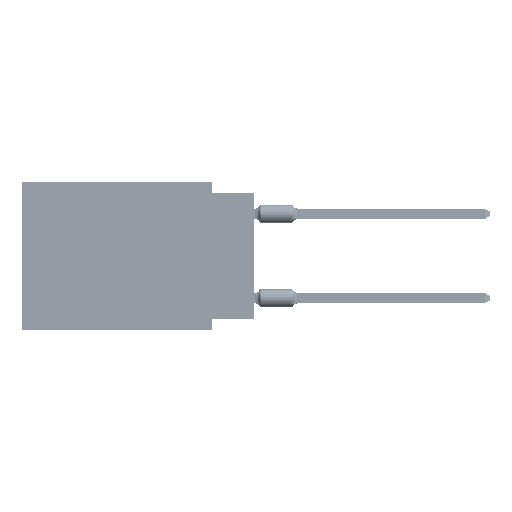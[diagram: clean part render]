
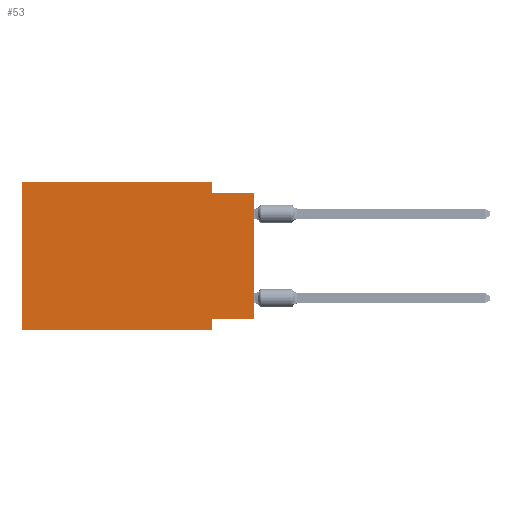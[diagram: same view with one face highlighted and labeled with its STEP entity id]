
A CAD part, left-side view. The second image highlights one B-rep face of the part: STEP entity #53.
In plain terms, the highlighted planar face has unit normal (-1, 0, 0).
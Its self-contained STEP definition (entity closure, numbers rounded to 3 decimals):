
#53 = ADVANCED_FACE ( 'NONE', ( #38352 ), #61094, .F. ) ;
#3204 = CARTESIAN_POINT ( 'NONE',  ( 0., 13.97, -8.89 ) ) ;
#4715 = CARTESIAN_POINT ( 'NONE',  ( 0., 2.54, -8.89 ) ) ;
#5038 = EDGE_CURVE ( 'NONE', #49650, #42879, #70361, .T. ) ;
#5591 = DIRECTION ( 'NONE',  ( 0., 0., -1. ) ) ;
#6101 = CARTESIAN_POINT ( 'NONE',  ( 0., 0., -0.635 ) ) ;
#6368 = VERTEX_POINT ( 'NONE', #15699 ) ;
#9257 = DIRECTION ( 'NONE',  ( 1., 0., 0. ) ) ;
#10373 = CARTESIAN_POINT ( 'NONE',  ( 0., 0., -0.635 ) ) ;
#11168 = CARTESIAN_POINT ( 'NONE',  ( 0., 2.54, -8.89 ) ) ;
#11922 = DIRECTION ( 'NONE',  ( 0., 0., 1. ) ) ;
#14890 = CARTESIAN_POINT ( 'NONE',  ( 0., 0., -8.255 ) ) ;
#15570 = DIRECTION ( 'NONE',  ( 0., 0., -1. ) ) ;
#15699 = CARTESIAN_POINT ( 'NONE',  ( 0., 2.54, -0.635 ) ) ;
#17145 = VECTOR ( 'NONE', #61212, 1000. ) ;
#17811 = LINE ( 'NONE', #58117, #29071 ) ;
#17814 = EDGE_CURVE ( 'NONE', #61692, #40999, #23636, .T. ) ;
#18920 = EDGE_CURVE ( 'NONE', #29252, #61692, #47655, .T. ) ;
#21674 = DIRECTION ( 'NONE',  ( 0., -1., 0. ) ) ;
#22740 = ORIENTED_EDGE ( 'NONE', *, *, #48150, .F. ) ;
#22903 = DIRECTION ( 'NONE',  ( 0., -1., 0. ) ) ;
#23636 = LINE ( 'NONE', #29234, #58184 ) ;
#27289 = LINE ( 'NONE', #50073, #34957 ) ;
#27849 = EDGE_CURVE ( 'NONE', #49650, #67078, #17811, .T. ) ;
#29071 = VECTOR ( 'NONE', #30866, 1000. ) ;
#29234 = CARTESIAN_POINT ( 'NONE',  ( 0., 13.97, 0. ) ) ;
#29240 = LINE ( 'NONE', #6101, #48343 ) ;
#29252 = VERTEX_POINT ( 'NONE', #3204 ) ;
#29508 = ORIENTED_EDGE ( 'NONE', *, *, #27849, .T. ) ;
#30200 = ORIENTED_EDGE ( 'NONE', *, *, #5038, .F. ) ;
#30866 = DIRECTION ( 'NONE',  ( 0., 0., 1. ) ) ;
#34957 = VECTOR ( 'NONE', #21674, 1000. ) ;
#38103 = VERTEX_POINT ( 'NONE', #4715 ) ;
#38352 = FACE_OUTER_BOUND ( 'NONE', #38814, .T. ) ;
#38814 = EDGE_LOOP ( 'NONE', ( #29508, #51143, #22740, #47031, #68618, #53333, #42796, #30200 ) ) ;
#39921 = VECTOR ( 'NONE', #71462, 1000. ) ;
#40576 = EDGE_CURVE ( 'NONE', #6368, #67078, #29240, .T. ) ;
#40999 = VERTEX_POINT ( 'NONE', #73588 ) ;
#42796 = ORIENTED_EDGE ( 'NONE', *, *, #65536, .F. ) ;
#42879 = VERTEX_POINT ( 'NONE', #46989 ) ;
#45790 = CARTESIAN_POINT ( 'NONE',  ( 0., 13.97, 0. ) ) ;
#46495 = VECTOR ( 'NONE', #11922, 1000. ) ;
#46580 = VECTOR ( 'NONE', #5591, 1000. ) ;
#46989 = CARTESIAN_POINT ( 'NONE',  ( 0., 2.54, -8.255 ) ) ;
#47031 = ORIENTED_EDGE ( 'NONE', *, *, #17814, .F. ) ;
#47655 = LINE ( 'NONE', #64445, #46495 ) ;
#48150 = EDGE_CURVE ( 'NONE', #40999, #6368, #57114, .T. ) ;
#48343 = VECTOR ( 'NONE', #57253, 1000. ) ;
#49650 = VERTEX_POINT ( 'NONE', #14890 ) ;
#50073 = CARTESIAN_POINT ( 'NONE',  ( 0., 13.97, -8.89 ) ) ;
#50767 = CARTESIAN_POINT ( 'NONE',  ( 0., 2.54, 0. ) ) ;
#51044 = EDGE_CURVE ( 'NONE', #29252, #38103, #27289, .T. ) ;
#51143 = ORIENTED_EDGE ( 'NONE', *, *, #40576, .F. ) ;
#53333 = ORIENTED_EDGE ( 'NONE', *, *, #51044, .T. ) ;
#57114 = LINE ( 'NONE', #50767, #46580 ) ;
#57253 = DIRECTION ( 'NONE',  ( 0., -1., 0. ) ) ;
#58117 = CARTESIAN_POINT ( 'NONE',  ( 0., 0., 0. ) ) ;
#58184 = VECTOR ( 'NONE', #22903, 1000. ) ;
#58492 = AXIS2_PLACEMENT_3D ( 'NONE', #72308, #9257, #15570 ) ;
#59907 = CARTESIAN_POINT ( 'NONE',  ( 0., 0., -8.255 ) ) ;
#61094 = PLANE ( 'NONE',  #58492 ) ;
#61212 = DIRECTION ( 'NONE',  ( 0., 0., -1. ) ) ;
#61692 = VERTEX_POINT ( 'NONE', #45790 ) ;
#62305 = LINE ( 'NONE', #11168, #17145 ) ;
#64445 = CARTESIAN_POINT ( 'NONE',  ( 0., 13.97, 0. ) ) ;
#65536 = EDGE_CURVE ( 'NONE', #42879, #38103, #62305, .T. ) ;
#67078 = VERTEX_POINT ( 'NONE', #10373 ) ;
#68618 = ORIENTED_EDGE ( 'NONE', *, *, #18920, .F. ) ;
#70361 = LINE ( 'NONE', #59907, #39921 ) ;
#71462 = DIRECTION ( 'NONE',  ( 0., 1., 0. ) ) ;
#72308 = CARTESIAN_POINT ( 'NONE',  ( 0., 13.97, 0. ) ) ;
#73588 = CARTESIAN_POINT ( 'NONE',  ( 0., 2.54, 0. ) ) ;
